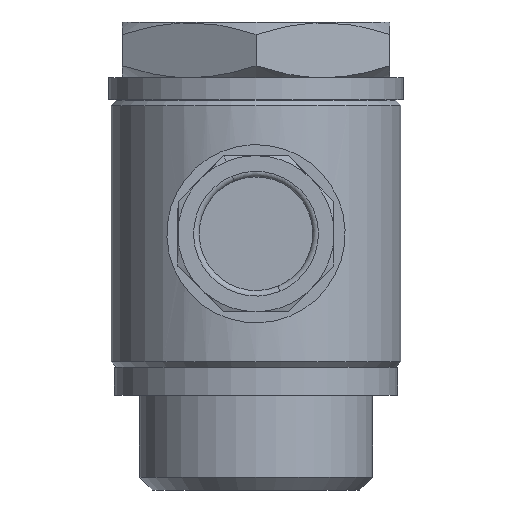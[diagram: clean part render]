
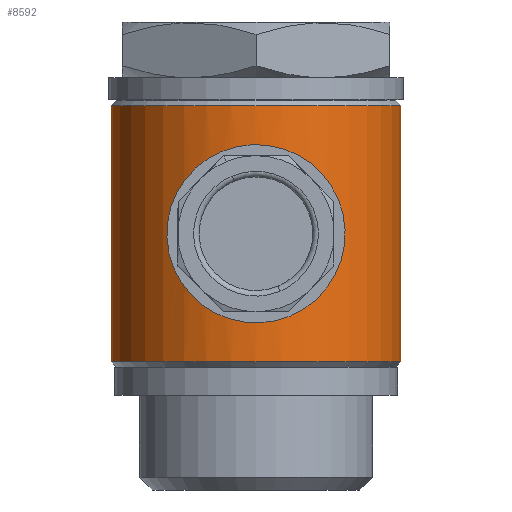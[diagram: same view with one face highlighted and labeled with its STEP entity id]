
A CAD part, left-side view. The second image highlights one B-rep face of the part: STEP entity #8592.
In plain terms, the highlighted cylindrical face has radius 13 mm (diameter 26 mm), a partial arc.
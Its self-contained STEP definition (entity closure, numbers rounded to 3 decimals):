
#2925=VECTOR('',#4986,1.);
#2926=VECTOR('',#4989,1.);
#3019=LINE('',#7624,#2925);
#3020=LINE('',#7627,#2926);
#3232=(
BOUNDED_CURVE()
B_SPLINE_CURVE(3,(#7646,#7647,#7648,#7649,#7650,#7651,#7652,#7653,#7654,
#7655,#7656,#7657,#7658,#7659,#7660,#7661,#7662,#7663,#7664,#7665,#7666,
#7667,#7668,#7669,#7670,#7671,#7672,#7673,#7674,#7675,#7676,#7677,#7678,
#7679,#7680,#7681,#7682,#7683,#7684,#7685,#7686,#7687,#7688,#7689,#7690,
#7691,#7692,#7693),.UNSPECIFIED.,.U.,.U.)
B_SPLINE_CURVE_WITH_KNOTS((4,2,2,2,2,2,2,2,2,2,2,2,2,2,2,2,2,2,2,2,2,2,
2,4),(0.,0.001,0.003,0.004,
0.005,0.005,0.006,0.006,
0.008,0.008,0.009,0.01,
0.011,0.012,0.012,0.013,
0.014,0.015,0.016,0.017,
0.018,0.019,0.019,0.021),
 .UNSPECIFIED.)
CURVE()
GEOMETRIC_REPRESENTATION_ITEM()
RATIONAL_B_SPLINE_CURVE((1.,1.,1.,1.,1.,1.,1.,1.,1.,1.,1.,1.,1.,1.,1.,1.,
1.,1.,1.,1.,1.,1.,1.,1.,1.,1.,1.,1.,1.,1.,1.,1.,1.,1.,1.,1.,1.,1.,1.,1.,
1.,1.,1.,1.,1.,1.,1.,1.))
REPRESENTATION_ITEM('')
);
#3233=(
BOUNDED_CURVE()
B_SPLINE_CURVE(3,(#7694,#7695,#7696,#7697,#7698,#7699,#7700,#7701,#7702,
#7703,#7704,#7705,#7706,#7707,#7708,#7709,#7710,#7711,#7712,#7713,#7714,
#7715,#7716,#7717,#7718,#7719,#7720,#7721,#7722,#7723,#7724,#7725,#7726,
#7727,#7728,#7729,#7730,#7731,#7732,#7733,#7734,#7735,#7736),
 .UNSPECIFIED.,.U.,.U.)
B_SPLINE_CURVE_WITH_KNOTS((4,2,2,2,2,2,2,2,2,2,1,2,2,2,2,2,2,2,2,2,2,4),
(0.021,0.022,0.023,0.025,
0.026,0.027,0.028,0.028,
0.03,0.03,0.031,0.032,
0.032,0.034,0.034,0.035,
0.036,0.036,0.037,0.039,
0.04,0.041),.UNSPECIFIED.)
CURVE()
GEOMETRIC_REPRESENTATION_ITEM()
RATIONAL_B_SPLINE_CURVE((1.,1.,1.,1.,1.,1.,1.,1.,1.,1.,1.,1.,1.,1.,1.,1.,
1.,1.,1.,1.,1.,1.,1.,1.,1.,1.,1.,1.,1.,1.,1.,1.,1.,1.,1.,1.,1.,1.,1.,1.,
1.,1.,1.))
REPRESENTATION_ITEM('')
);
#3445=ORIENTED_EDGE('',*,*,#4222,.F.);
#3446=ORIENTED_EDGE('',*,*,#4231,.T.);
#3447=ORIENTED_EDGE('',*,*,#4224,.T.);
#3448=ORIENTED_EDGE('',*,*,#4232,.F.);
#3449=ORIENTED_EDGE('',*,*,#4233,.T.);
#3450=ORIENTED_EDGE('',*,*,#4234,.T.);
#3876=CIRCLE('',#8335,13.);
#3877=CIRCLE('',#8337,13.);
#4016=VERTEX_POINT('',#7620);
#4017=VERTEX_POINT('',#7621);
#4018=VERTEX_POINT('',#7623);
#4019=VERTEX_POINT('',#7625);
#4024=VERTEX_POINT('',#7644);
#4025=VERTEX_POINT('',#7645);
#4222=EDGE_CURVE('',#4017,#4018,#3019,.T.);
#4224=EDGE_CURVE('',#4016,#4019,#3020,.T.);
#4231=EDGE_CURVE('',#4017,#4016,#3876,.T.);
#4232=EDGE_CURVE('',#4018,#4019,#3877,.T.);
#4233=EDGE_CURVE('',#4024,#4025,#3232,.T.);
#4234=EDGE_CURVE('',#4025,#4024,#3233,.T.);
#4490=EDGE_LOOP('',(#3445,#3446,#3447,#3448));
#4491=EDGE_LOOP('',(#3449,#3450));
#4663=FACE_BOUND('',#4490,.T.);
#4664=FACE_BOUND('',#4491,.T.);
#4986=DIRECTION('',(0.,-23.,0.));
#4989=DIRECTION('',(0.,-23.,0.));
#5006=DIRECTION('',(0.,-1.,0.));
#5007=DIRECTION('',(0.,0.,-13.));
#5008=DIRECTION('',(0.,-1.,0.));
#5009=DIRECTION('',(0.,0.,-1.));
#5010=DIRECTION('',(0.,-1.,0.));
#5011=DIRECTION('',(0.,0.,-13.));
#7620=CARTESIAN_POINT('',(0.,25.,-13.));
#7621=CARTESIAN_POINT('',(0.,25.,13.));
#7623=CARTESIAN_POINT('',(0.,2.,13.));
#7624=CARTESIAN_POINT('',(0.,25.,13.));
#7625=CARTESIAN_POINT('',(0.,2.,-13.));
#7627=CARTESIAN_POINT('',(0.,25.,-13.));
#7641=CARTESIAN_POINT('',(0.,25.,0.));
#7642=CARTESIAN_POINT('',(0.,0.,0.));
#7643=CARTESIAN_POINT('',(0.,2.,0.));
#7644=CARTESIAN_POINT('',(-13.,7.,0.));
#7645=CARTESIAN_POINT('',(-13.,20.,0.));
#7646=CARTESIAN_POINT('',(-13.,7.,0.));
#7647=CARTESIAN_POINT('',(-13.,7.,-0.437));
#7648=CARTESIAN_POINT('',(-12.978,7.044,-0.866));
#7649=CARTESIAN_POINT('',(-12.894,7.214,-1.708));
#7650=CARTESIAN_POINT('',(-12.831,7.342,-2.124));
#7651=CARTESIAN_POINT('',(-12.677,7.672,-2.909));
#7652=CARTESIAN_POINT('',(-12.585,7.873,-3.28));
#7653=CARTESIAN_POINT('',(-12.432,8.227,-3.806));
#7654=CARTESIAN_POINT('',(-12.378,8.354,-3.976));
#7655=CARTESIAN_POINT('',(-12.269,8.621,-4.3));
#7656=CARTESIAN_POINT('',(-12.214,8.761,-4.454));
#7657=CARTESIAN_POINT('',(-12.103,9.057,-4.749));
#7658=CARTESIAN_POINT('',(-12.047,9.211,-4.889));
#7659=CARTESIAN_POINT('',(-11.935,9.535,-5.155));
#7660=CARTESIAN_POINT('',(-11.88,9.705,-5.281));
#7661=CARTESIAN_POINT('',(-11.719,10.229,-5.633));
#7662=CARTESIAN_POINT('',(-11.62,10.598,-5.832));
#7663=CARTESIAN_POINT('',(-11.493,11.182,-6.076));
#7664=CARTESIAN_POINT('',(-11.454,11.382,-6.149));
#7665=CARTESIAN_POINT('',(-11.385,11.793,-6.275));
#7666=CARTESIAN_POINT('',(-11.355,12.003,-6.329));
#7667=CARTESIAN_POINT('',(-11.284,12.634,-6.456));
#7668=CARTESIAN_POINT('',(-11.259,13.061,-6.5));
#7669=CARTESIAN_POINT('',(-11.258,13.71,-6.5));
#7670=CARTESIAN_POINT('',(-11.264,13.929,-6.489));
#7671=CARTESIAN_POINT('',(-11.289,14.362,-6.446));
#7672=CARTESIAN_POINT('',(-11.308,14.575,-6.414));
#7673=CARTESIAN_POINT('',(-11.355,14.995,-6.329));
#7674=CARTESIAN_POINT('',(-11.385,15.203,-6.277));
#7675=CARTESIAN_POINT('',(-11.453,15.612,-6.151));
#7676=CARTESIAN_POINT('',(-11.492,15.815,-6.077));
#7677=CARTESIAN_POINT('',(-11.621,16.405,-5.83));
#7678=CARTESIAN_POINT('',(-11.72,16.776,-5.63));
#7679=CARTESIAN_POINT('',(-11.881,17.299,-5.278));
#7680=CARTESIAN_POINT('',(-11.936,17.469,-5.152));
#7681=CARTESIAN_POINT('',(-12.048,17.794,-4.885));
#7682=CARTESIAN_POINT('',(-12.104,17.948,-4.744));
#7683=CARTESIAN_POINT('',(-12.272,18.391,-4.302));
#7684=CARTESIAN_POINT('',(-12.381,18.657,-3.98));
#7685=CARTESIAN_POINT('',(-12.586,19.13,-3.275));
#7686=CARTESIAN_POINT('',(-12.678,19.331,-2.903));
#7687=CARTESIAN_POINT('',(-12.793,19.577,-2.317));
#7688=CARTESIAN_POINT('',(-12.828,19.649,-2.118));
#7689=CARTESIAN_POINT('',(-12.889,19.775,-1.708));
#7690=CARTESIAN_POINT('',(-12.915,19.829,-1.497));
#7691=CARTESIAN_POINT('',(-12.979,19.957,-0.86));
#7692=CARTESIAN_POINT('',(-13.,20.,-0.432));
#7693=CARTESIAN_POINT('',(-13.,20.,0.));
#7694=CARTESIAN_POINT('',(-13.,20.,0.));
#7695=CARTESIAN_POINT('',(-13.,20.,0.431));
#7696=CARTESIAN_POINT('',(-12.978,19.956,0.869));
#7697=CARTESIAN_POINT('',(-12.894,19.785,1.712));
#7698=CARTESIAN_POINT('',(-12.832,19.66,2.12));
#7699=CARTESIAN_POINT('',(-12.676,19.327,2.912));
#7700=CARTESIAN_POINT('',(-12.584,19.125,3.284));
#7701=CARTESIAN_POINT('',(-12.381,18.656,3.98));
#7702=CARTESIAN_POINT('',(-12.27,18.386,4.308));
#7703=CARTESIAN_POINT('',(-12.046,17.794,4.898));
#7704=CARTESIAN_POINT('',(-11.934,17.473,5.162));
#7705=CARTESIAN_POINT('',(-11.774,16.95,5.513));
#7706=CARTESIAN_POINT('',(-11.722,16.768,5.623));
#7707=CARTESIAN_POINT('',(-11.623,16.396,5.823));
#7708=CARTESIAN_POINT('',(-11.577,16.206,5.914));
#7709=CARTESIAN_POINT('',(-11.45,15.623,6.158));
#7710=CARTESIAN_POINT('',(-11.381,15.217,6.284));
#7711=CARTESIAN_POINT('',(-11.308,14.581,6.413));
#7712=CARTESIAN_POINT('',(-11.29,14.366,6.446));
#7713=CARTESIAN_POINT('',(-11.265,13.937,6.489));
#7714=CARTESIAN_POINT('',(-11.252,13.507,6.511));
#7715=CARTESIAN_POINT('',(-11.264,13.077,6.49));
#7716=CARTESIAN_POINT('',(-11.289,12.646,6.447));
#7717=CARTESIAN_POINT('',(-11.307,12.43,6.415));
#7718=CARTESIAN_POINT('',(-11.379,11.795,6.287));
#7719=CARTESIAN_POINT('',(-11.448,11.388,6.162));
#7720=CARTESIAN_POINT('',(-11.576,10.798,5.916));
#7721=CARTESIAN_POINT('',(-11.623,10.605,5.823));
#7722=CARTESIAN_POINT('',(-11.721,10.233,5.623));
#7723=CARTESIAN_POINT('',(-11.773,10.053,5.515));
#7724=CARTESIAN_POINT('',(-11.88,9.705,5.281));
#7725=CARTESIAN_POINT('',(-11.934,9.537,5.157));
#7726=CARTESIAN_POINT('',(-12.046,9.213,4.891));
#7727=CARTESIAN_POINT('',(-12.103,9.056,4.749));
#7728=CARTESIAN_POINT('',(-12.271,8.611,4.304));
#7729=CARTESIAN_POINT('',(-12.38,8.346,3.983));
#7730=CARTESIAN_POINT('',(-12.583,7.877,3.287));
#7731=CARTESIAN_POINT('',(-12.677,7.671,2.908));
#7732=CARTESIAN_POINT('',(-12.831,7.343,2.126));
#7733=CARTESIAN_POINT('',(-12.893,7.217,1.719));
#7734=CARTESIAN_POINT('',(-12.977,7.045,0.876));
#7735=CARTESIAN_POINT('',(-13.,7.,0.437));
#7736=CARTESIAN_POINT('',(-13.,7.,0.));
#8335=AXIS2_PLACEMENT_3D('',#7641,#5006,#5007);
#8336=AXIS2_PLACEMENT_3D('',#7642,#5008,#5009);
#8337=AXIS2_PLACEMENT_3D('',#7643,#5010,#5011);
#8526=CYLINDRICAL_SURFACE('',#8336,13.);
#8592=ADVANCED_FACE('',(#4663,#4664),#8526,.T.);
